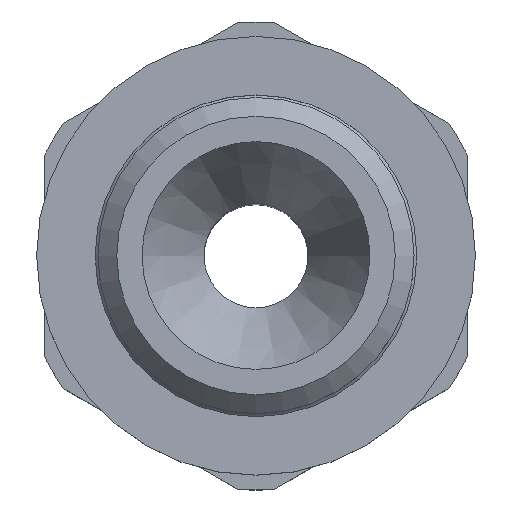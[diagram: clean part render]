
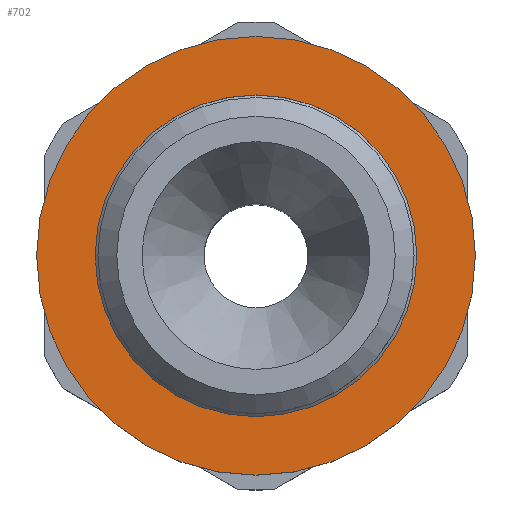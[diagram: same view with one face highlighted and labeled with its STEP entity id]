
A CAD part, top view. The second image highlights one B-rep face of the part: STEP entity #702.
In plain terms, the highlighted planar face has unit normal (0, 0, 1).
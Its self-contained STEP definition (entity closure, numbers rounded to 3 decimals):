
#230=ORIENTED_EDGE('',*,*,#365,.T.);
#231=ORIENTED_EDGE('',*,*,#366,.F.);
#365=EDGE_CURVE('',#428,#428,#479,.T.);
#366=EDGE_CURVE('',#429,#429,#480,.T.);
#428=VERTEX_POINT('',#1270);
#429=VERTEX_POINT('',#1273);
#479=CIRCLE('',#808,4.95);
#480=CIRCLE('',#810,6.75);
#541=EDGE_LOOP('',(#230));
#542=EDGE_LOOP('',(#231));
#621=FACE_BOUND('',#541,.T.);
#622=FACE_BOUND('',#542,.T.);
#658=PLANE('',#809);
#702=ADVANCED_FACE('',(#621,#622),#658,.T.);
#808=AXIS2_PLACEMENT_3D('',#1269,#1013,#1014);
#809=AXIS2_PLACEMENT_3D('',#1271,#1015,#1016);
#810=AXIS2_PLACEMENT_3D('',#1272,#1017,#1018);
#1013=DIRECTION('',(0.,0.,-1.));
#1014=DIRECTION('',(-1.,0.,0.));
#1015=DIRECTION('',(0.,0.,1.));
#1016=DIRECTION('',(1.,0.,0.));
#1017=DIRECTION('',(0.,0.,-1.));
#1018=DIRECTION('',(-1.,0.,0.));
#1269=CARTESIAN_POINT('',(0.,0.,-4.9));
#1270=CARTESIAN_POINT('',(-4.95,0.,-4.9));
#1271=CARTESIAN_POINT('',(0.,6.75,-4.9));
#1272=CARTESIAN_POINT('',(0.,0.,-4.9));
#1273=CARTESIAN_POINT('',(-6.75,0.,-4.9));
